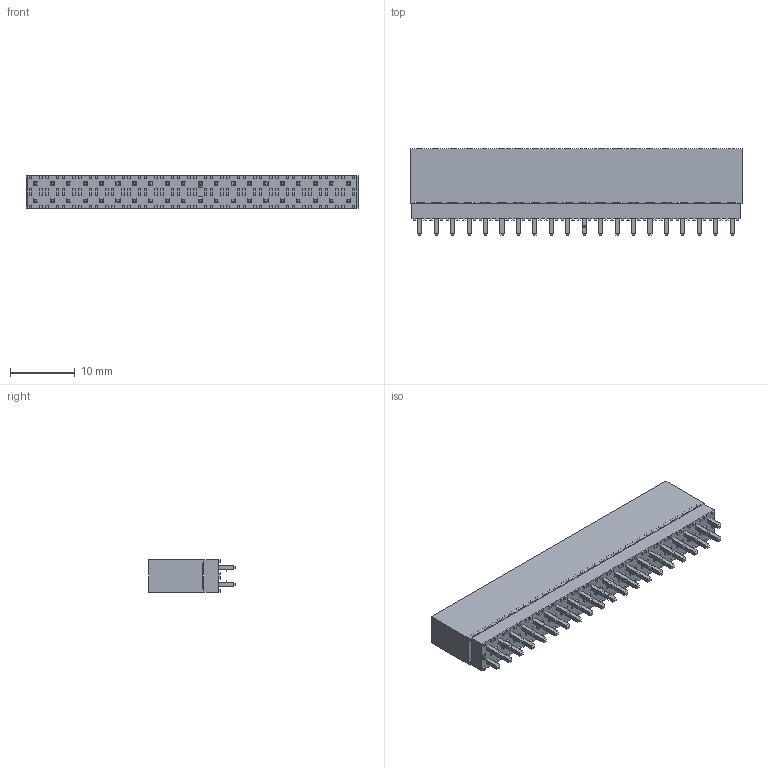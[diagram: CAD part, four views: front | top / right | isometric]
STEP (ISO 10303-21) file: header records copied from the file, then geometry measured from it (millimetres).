
FILE_DESCRIPTION( ( 'STEP AP203' ), '1' );
FILE_NAME( 'ESQ-120-12-G-D-LL.stp', '2020-01-19T03:41:55', ( '' ), ( '' ), ' ', 'PARTsolutions', ' ' );
FILE_SCHEMA( ( 'CONFIG_CONTROL_DESIGN' ) );
Length unit declared in the file: inch
Products named in the file (4): ESQ-120-12-G-D-LL; _ESQ-120-12-G-D-LL_socket; _ESQ-120-12-G-D-LL_pins; _ESQ-120-12-G-D-LL_bpins
Assembly tree (3 placements, depth 2):
  ESQ-120-12-G-D-LL
    _ESQ-120-12-G-D-LL_socket
    _ESQ-120-12-G-D-LL_pins
    _ESQ-120-12-G-D-LL_bpins
Bounding box: 51.31 x 13.34 x 5.08 mm (x, y, z)
Volume: 2669.2 mm3; surface area: 4566.8 mm2
Topology: 3 solids, 3 shells, 1714 faces, 4484 edges, 2936 vertices
Faces by surface type: plane 1674, cylinder 40
Entity records: 51525 total; most frequent: CARTESIAN_POINT 9138, ORIENTED_EDGE 8968, DIRECTION 8000, EDGE_CURVE 4484, LINE 4404, VECTOR 4404, VERTEX_POINT 2936, EDGE_LOOP 1874
